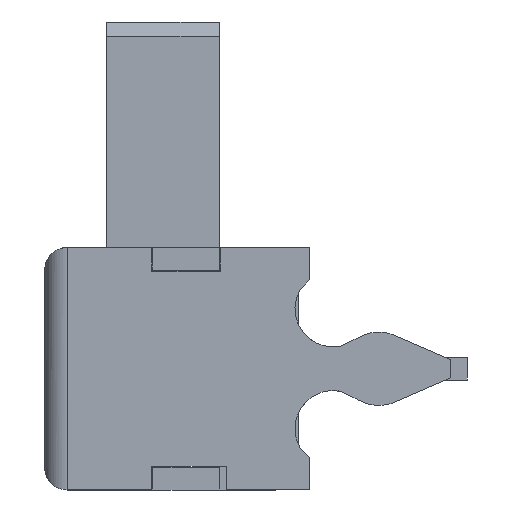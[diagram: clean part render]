
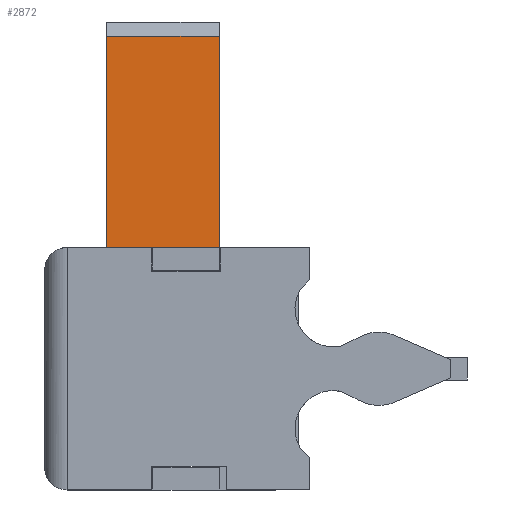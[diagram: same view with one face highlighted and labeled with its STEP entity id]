
A CAD part, left-side view. The second image highlights one B-rep face of the part: STEP entity #2872.
In plain terms, the highlighted planar face has unit normal (-1, 0, 0).
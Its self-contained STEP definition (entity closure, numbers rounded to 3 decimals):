
#510 = LINE ( 'NONE', #4724, #841 ) ;
#659 = CARTESIAN_POINT ( 'NONE',  ( -2., 3.603, 1.3 ) ) ;
#716 = EDGE_CURVE ( 'NONE', #4742, #5701, #3862, .T. ) ;
#826 = LINE ( 'NONE', #3506, #4788 ) ;
#841 = VECTOR ( 'NONE', #5384, 1000. ) ;
#895 = DIRECTION ( 'NONE',  ( 0., 0., 1. ) ) ;
#1179 = VECTOR ( 'NONE', #1199, 1000. ) ;
#1199 = DIRECTION ( 'NONE',  ( 0., 0., 1. ) ) ;
#1364 = EDGE_CURVE ( 'NONE', #4998, #4742, #6821, .T. ) ;
#1384 = ORIENTED_EDGE ( 'NONE', *, *, #6798, .T. ) ;
#1493 = EDGE_CURVE ( 'NONE', #1512, #5701, #510, .T. ) ;
#1512 = VERTEX_POINT ( 'NONE', #5884 ) ;
#1513 = DIRECTION ( 'NONE',  ( -1., 0., 0. ) ) ;
#1765 = VECTOR ( 'NONE', #3144, 1000. ) ;
#2872 = ADVANCED_FACE ( 'NONE', ( #4215 ), #7038, .T. ) ;
#2948 = ORIENTED_EDGE ( 'NONE', *, *, #1364, .F. ) ;
#3144 = DIRECTION ( 'NONE',  ( 0., 1., 0. ) ) ;
#3506 = CARTESIAN_POINT ( 'NONE',  ( -2., 1.603, 1.3 ) ) ;
#3611 = CARTESIAN_POINT ( 'NONE',  ( -2., 1.603, 1.3 ) ) ;
#3678 = DIRECTION ( 'NONE',  ( 0., 0., 1. ) ) ;
#3862 = LINE ( 'NONE', #659, #1179 ) ;
#4215 = FACE_OUTER_BOUND ( 'NONE', #6033, .T. ) ;
#4578 = CARTESIAN_POINT ( 'NONE',  ( -2., 3.603, 5.9 ) ) ;
#4603 = CARTESIAN_POINT ( 'NONE',  ( -2., 1.603, 1.3 ) ) ;
#4694 = AXIS2_PLACEMENT_3D ( 'NONE', #3611, #1513, #3678 ) ;
#4724 = CARTESIAN_POINT ( 'NONE',  ( -2., 1.603, 5.9 ) ) ;
#4742 = VERTEX_POINT ( 'NONE', #6683 ) ;
#4788 = VECTOR ( 'NONE', #895, 1000. ) ;
#4998 = VERTEX_POINT ( 'NONE', #4603 ) ;
#5384 = DIRECTION ( 'NONE',  ( 0., 1., 0. ) ) ;
#5701 = VERTEX_POINT ( 'NONE', #4578 ) ;
#5738 = CARTESIAN_POINT ( 'NONE',  ( -2., 1.603, 1.3 ) ) ;
#5884 = CARTESIAN_POINT ( 'NONE',  ( -2., 1.603, 5.9 ) ) ;
#6033 = EDGE_LOOP ( 'NONE', ( #6179, #2948, #1384, #7050 ) ) ;
#6179 = ORIENTED_EDGE ( 'NONE', *, *, #716, .F. ) ;
#6683 = CARTESIAN_POINT ( 'NONE',  ( -2., 3.603, 1.3 ) ) ;
#6798 = EDGE_CURVE ( 'NONE', #4998, #1512, #826, .T. ) ;
#6821 = LINE ( 'NONE', #5738, #1765 ) ;
#7038 = PLANE ( 'NONE',  #4694 ) ;
#7050 = ORIENTED_EDGE ( 'NONE', *, *, #1493, .T. ) ;
